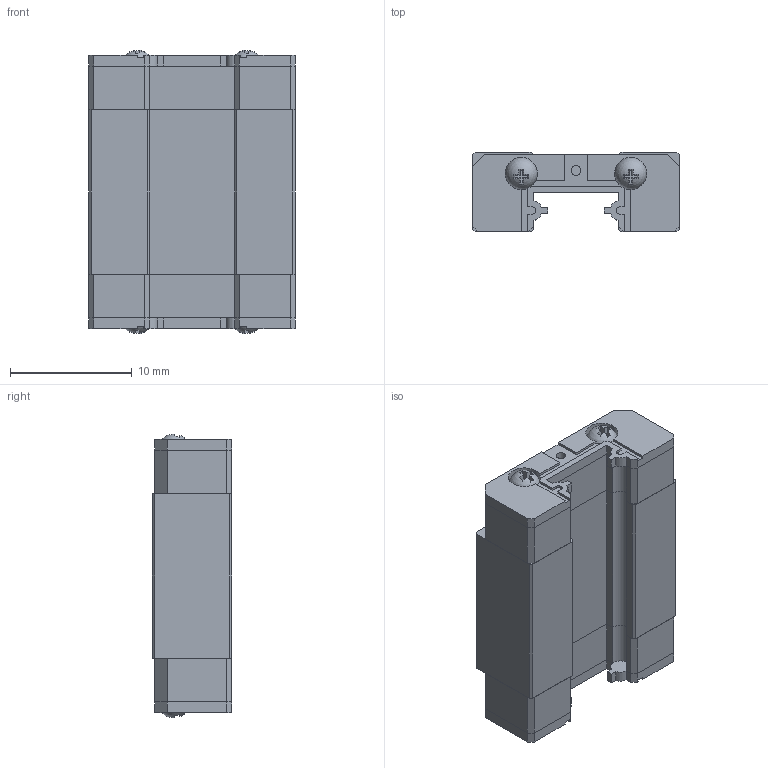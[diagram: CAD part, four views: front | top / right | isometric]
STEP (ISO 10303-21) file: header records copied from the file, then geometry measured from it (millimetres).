
FILE_DESCRIPTION (( 'STEP AP203' ), '1' );
FILE_NAME ('MGN7C.STEP', '2019-04-05T06:28:31', ( '' ), ( '' ), 'SwSTEP 2.0', 'SolidWorks 2018', '' );
FILE_SCHEMA (( 'CONFIG_CONTROL_DESIGN' ));
Length unit declared in the file: millimetre
Products named in the file (1): MGN7C
Bounding box: 17 x 6.5 x 23.33 mm (x, y, z)
Volume: 1839.3 mm3; surface area: 2204.3 mm2
Topology: 9 solids, 9 shells, 269 faces, 753 edges, 494 vertices
Faces by surface type: plane 202, cylinder 47, cone 16, sphere 4
Entity records: 8606 total; most frequent: CARTESIAN_POINT 1497, ORIENTED_EDGE 1474, DIRECTION 1451, EDGE_CURVE 737, VECTOR 563, LINE 563, VERTEX_POINT 490, AXIS2_PLACEMENT_3D 444
